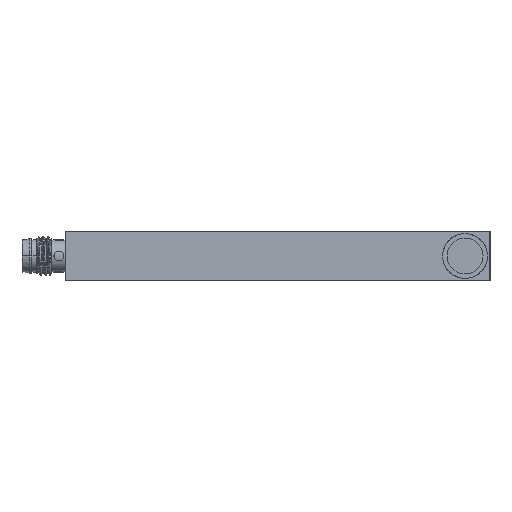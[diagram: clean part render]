
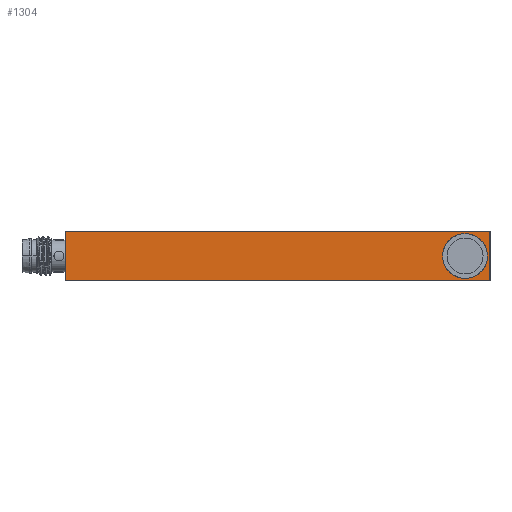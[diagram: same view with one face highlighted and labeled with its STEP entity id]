
A CAD part, left-side view. The second image highlights one B-rep face of the part: STEP entity #1304.
In plain terms, the highlighted planar face has unit normal (-1, 0, 0).
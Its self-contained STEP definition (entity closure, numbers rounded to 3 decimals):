
#1039 = VERTEX_POINT ( 'NONE', #5758 ) ;
#1045 = VERTEX_POINT ( 'NONE', #5670 ) ;
#1051 = VERTEX_POINT ( 'NONE', #5679 ) ;
#1055 = ORIENTED_EDGE ( 'NONE', *, *, #1311, .T. ) ;
#1056 = ORIENTED_EDGE ( 'NONE', *, *, #1306, .F. ) ;
#1288 = VERTEX_POINT ( 'NONE', #6319 ) ;
#1291 = EDGE_CURVE ( 'NONE', #1288, #1051, #6311, .T. ) ;
#1293 = VERTEX_POINT ( 'NONE', #6323 ) ;
#1295 = EDGE_LOOP ( 'NONE', ( #1322, #1310, #1296, #1055 ) ) ;
#1296 = ORIENTED_EDGE ( 'NONE', *, *, #1308, .F. ) ;
#1297 = VERTEX_POINT ( 'NONE', #6322 ) ;
#1298 = EDGE_CURVE ( 'NONE', #1039, #1293, #6367, .T. ) ;
#1304 = ADVANCED_FACE ( 'NONE', ( #6364, #6366 ), #6313, .F. ) ;
#1305 = ORIENTED_EDGE ( 'NONE', *, *, #1298, .F. ) ;
#1306 = EDGE_CURVE ( 'NONE', #1293, #1039, #6361, .T. ) ;
#1308 = EDGE_CURVE ( 'NONE', #1045, #1288, #6535, .T. ) ;
#1310 = ORIENTED_EDGE ( 'NONE', *, *, #1291, .F. ) ;
#1311 = EDGE_CURVE ( 'NONE', #1045, #1297, #6543, .T. ) ;
#1320 = EDGE_LOOP ( 'NONE', ( #1056, #1305 ) ) ;
#1322 = ORIENTED_EDGE ( 'NONE', *, *, #1323, .T. ) ;
#1323 = EDGE_CURVE ( 'NONE', #1297, #1051, #6552, .T. ) ;
#5670 = CARTESIAN_POINT ( 'NONE',  ( -245., -85., -10. ) ) ;
#5679 = CARTESIAN_POINT ( 'NONE',  ( -245., 0., 0. ) ) ;
#5758 = CARTESIAN_POINT ( 'NONE',  ( -245., -80., -0.5 ) ) ;
#6285 = AXIS2_PLACEMENT_3D ( 'NONE', #6386, #6382, #6381 ) ;
#6305 = CARTESIAN_POINT ( 'NONE',  ( -245., -80., -5. ) ) ;
#6306 = AXIS2_PLACEMENT_3D ( 'NONE', #6305, #6359, #6358 ) ;
#6308 = DIRECTION ( 'NONE',  ( 0., 0., 1. ) ) ;
#6309 = VECTOR ( 'NONE', #6308, 1000. ) ;
#6310 = CARTESIAN_POINT ( 'NONE',  ( -245., 0., -10. ) ) ;
#6311 = LINE ( 'NONE', #6310, #6309 ) ;
#6313 = PLANE ( 'NONE',  #6357 ) ;
#6319 = CARTESIAN_POINT ( 'NONE',  ( -245., 0., -10. ) ) ;
#6322 = CARTESIAN_POINT ( 'NONE',  ( -245., -85., 0. ) ) ;
#6323 = CARTESIAN_POINT ( 'NONE',  ( -245., -80., -9.5 ) ) ;
#6356 = CARTESIAN_POINT ( 'NONE',  ( -245., -85., -10. ) ) ;
#6357 = AXIS2_PLACEMENT_3D ( 'NONE', #6356, #6385, #6384 ) ;
#6358 = DIRECTION ( 'NONE',  ( 0., 0., -1. ) ) ;
#6359 = DIRECTION ( 'NONE',  ( -1., 0., 0. ) ) ;
#6361 = CIRCLE ( 'NONE', #6285, 4.5 ) ;
#6364 = FACE_BOUND ( 'NONE', #1320, .T. ) ;
#6366 = FACE_OUTER_BOUND ( 'NONE', #1295, .T. ) ;
#6367 = CIRCLE ( 'NONE', #6306, 4.5 ) ;
#6381 = DIRECTION ( 'NONE',  ( 0., 0., -1. ) ) ;
#6382 = DIRECTION ( 'NONE',  ( -1., 0., 0. ) ) ;
#6384 = DIRECTION ( 'NONE',  ( 0., 0., 1. ) ) ;
#6385 = DIRECTION ( 'NONE',  ( 1., 0., 0. ) ) ;
#6386 = CARTESIAN_POINT ( 'NONE',  ( -245., -80., -5. ) ) ;
#6522 = DIRECTION ( 'NONE',  ( 0., 0., 1. ) ) ;
#6523 = VECTOR ( 'NONE', #6522, 1000. ) ;
#6526 = DIRECTION ( 'NONE',  ( 0., 1., 0. ) ) ;
#6527 = VECTOR ( 'NONE', #6526, 1000. ) ;
#6529 = VECTOR ( 'NONE', #6548, 1000. ) ;
#6535 = LINE ( 'NONE', #6536, #6527 ) ;
#6536 = CARTESIAN_POINT ( 'NONE',  ( -245., -85., -10. ) ) ;
#6542 = CARTESIAN_POINT ( 'NONE',  ( -245., -85., -10. ) ) ;
#6543 = LINE ( 'NONE', #6542, #6523 ) ;
#6548 = DIRECTION ( 'NONE',  ( 0., 1., 0. ) ) ;
#6551 = CARTESIAN_POINT ( 'NONE',  ( -245., -85., 0. ) ) ;
#6552 = LINE ( 'NONE', #6551, #6529 ) ;
